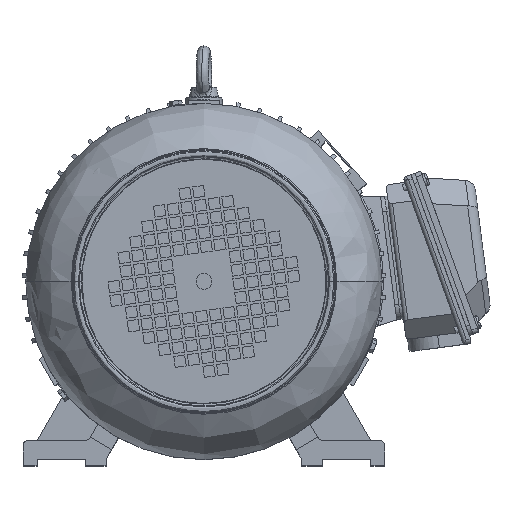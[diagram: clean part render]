
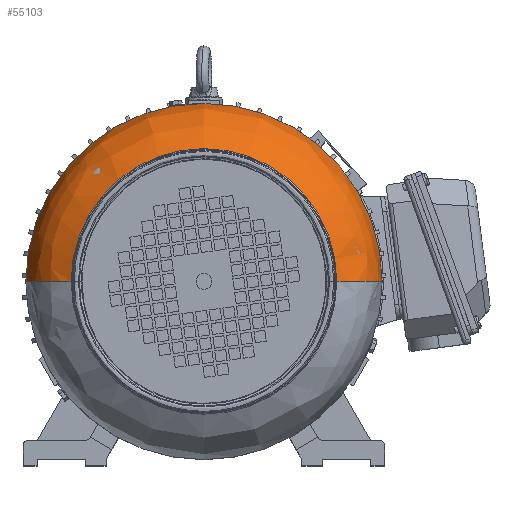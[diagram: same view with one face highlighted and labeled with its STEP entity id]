
A CAD part, top view. The second image highlights one B-rep face of the part: STEP entity #55103.
In plain terms, the highlighted free-form (B-spline) face has degree [3, 3] with [4, 4] control points.
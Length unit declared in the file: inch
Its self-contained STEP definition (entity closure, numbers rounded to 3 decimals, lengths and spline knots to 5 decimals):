
#338 = AXIS2_PLACEMENT_3D ( 'NONE', #31710, #789, #24019 ) ;
#789 = DIRECTION ( 'NONE',  ( 0., -1., 0. ) ) ;
#3155 = CARTESIAN_POINT ( 'NONE',  ( -8.39316, 10.66825, 7.69882 ) ) ;
#3827 = CARTESIAN_POINT ( 'NONE',  ( 0.4854, 0.49503, 9.58118 ) ) ;
#6090 = CARTESIAN_POINT ( 'NONE',  ( -7.09848, 0.49503, 9.58118 ) ) ;
#7847 = EDGE_CURVE ( 'NONE', #51816, #58899, #56571, .T. ) ;
#8509 = CARTESIAN_POINT ( 'NONE',  ( -7.09848, 8.07891, 9.58118 ) ) ;
#11206 = ORIENTED_EDGE ( 'NONE', *, *, #7847, .T. ) ;
#12450 = CARTESIAN_POINT ( 'NONE',  ( 0.4854, 0.49503, 9.58118 ) ) ;
#12539 = ORIENTED_EDGE ( 'NONE', *, *, #18142, .F. ) ;
#17199 =( BOUNDED_SURFACE ( )  B_SPLINE_SURFACE ( 3, 3, ( 
 ( #62116, #3155, #61876, #19709 ),
 ( #45756, #30346, #67671, #46673 ),
 ( #25465, #25230, #62582, #30563 ),
 ( #40426, #8509, #19926, #3827 ) ),
 .UNSPECIFIED., .F., .F., .F. ) 
 B_SPLINE_SURFACE_WITH_KNOTS ( ( 4, 4 ),
 ( 4, 4 ),
 ( 0., 1. ),
 ( 0., 1. ),
 .UNSPECIFIED. ) 
 GEOMETRIC_REPRESENTATION_ITEM ( )  RATIONAL_B_SPLINE_SURFACE ( (
 ( 1., 0.333, 0.333, 1.),
 ( 0.883, 0.294, 0.294, 0.883),
 ( 0.883, 0.294, 0.294, 0.883),
 ( 1., 0.333, 0.333, 1.) ) ) 
 REPRESENTATION_ITEM ( '' )  SURFACE ( )  );
#18142 = EDGE_CURVE ( 'NONE', #20933, #54479, #43777, .T. ) ;
#18206 = CARTESIAN_POINT ( 'NONE',  ( -3.30654, 0.49503, 7.69882 ) ) ;
#19709 = CARTESIAN_POINT ( 'NONE',  ( 1.78007, 0.49503, 7.69882 ) ) ;
#19926 = CARTESIAN_POINT ( 'NONE',  ( 0.4854, 8.07891, 9.58118 ) ) ;
#19969 = EDGE_CURVE ( 'NONE', #20933, #51816, #63639, .T. ) ;
#20933 = VERTEX_POINT ( 'NONE', #41367 ) ;
#23264 = EDGE_LOOP ( 'NONE', ( #30775, #12539, #37751, #11206 ) ) ;
#24019 = DIRECTION ( 'NONE',  ( 1., 0., 0. ) ) ;
#24448 = CARTESIAN_POINT ( 'NONE',  ( -6.37741, 0.49503, 7.69882 ) ) ;
#25230 = CARTESIAN_POINT ( 'NONE',  ( -7.90421, 9.69035, 9.27253 ) ) ;
#25465 = CARTESIAN_POINT ( 'NONE',  ( -7.90421, 0.49503, 9.27253 ) ) ;
#28933 = DIRECTION ( 'NONE',  ( -1., 0., 0. ) ) ;
#29561 = DIRECTION ( 'NONE',  ( 0., 0., -1. ) ) ;
#29572 = DIRECTION ( 'NONE',  ( 0., 1., 0. ) ) ;
#30346 = CARTESIAN_POINT ( 'NONE',  ( -8.39316, 10.66825, 8.56163 ) ) ;
#30563 = CARTESIAN_POINT ( 'NONE',  ( 1.29112, 0.49503, 9.27253 ) ) ;
#30775 = ORIENTED_EDGE ( 'NONE', *, *, #52396, .F. ) ;
#31710 = CARTESIAN_POINT ( 'NONE',  ( -0.23568, 0.49503, 7.69882 ) ) ;
#32628 = CIRCLE ( 'NONE', #338, 2.01575 ) ;
#34235 = DIRECTION ( 'NONE',  ( -1., 0., 0. ) ) ;
#37751 = ORIENTED_EDGE ( 'NONE', *, *, #19969, .T. ) ;
#40426 = CARTESIAN_POINT ( 'NONE',  ( -7.09848, 0.49503, 9.58118 ) ) ;
#41165 = AXIS2_PLACEMENT_3D ( 'NONE', #61592, #66487, #28933 ) ;
#41367 = CARTESIAN_POINT ( 'NONE',  ( -8.39316, 0.49503, 7.69882 ) ) ;
#43777 = CIRCLE ( 'NONE', #49223, 5.08661 ) ;
#45756 = CARTESIAN_POINT ( 'NONE',  ( -8.39316, 0.49503, 8.56163 ) ) ;
#46673 = CARTESIAN_POINT ( 'NONE',  ( 1.78007, 0.49503, 8.56163 ) ) ;
#49223 = AXIS2_PLACEMENT_3D ( 'NONE', #18206, #29561, #34235 ) ;
#51816 = VERTEX_POINT ( 'NONE', #6090 ) ;
#52396 = EDGE_CURVE ( 'NONE', #54479, #58899, #32628, .T. ) ;
#54479 = VERTEX_POINT ( 'NONE', #61508 ) ;
#55103 = ADVANCED_FACE ( 'NONE', ( #62623 ), #17199, .T. ) ;
#55601 = AXIS2_PLACEMENT_3D ( 'NONE', #24448, #29572, #61777 ) ;
#56571 = CIRCLE ( 'NONE', #41165, 3.79194 ) ;
#58899 = VERTEX_POINT ( 'NONE', #12450 ) ;
#61508 = CARTESIAN_POINT ( 'NONE',  ( 1.78007, 0.49503, 7.69882 ) ) ;
#61592 = CARTESIAN_POINT ( 'NONE',  ( -3.30654, 0.49503, 9.58118 ) ) ;
#61777 = DIRECTION ( 'NONE',  ( -1., 0., 0. ) ) ;
#61876 = CARTESIAN_POINT ( 'NONE',  ( 1.78007, 10.66825, 7.69882 ) ) ;
#62116 = CARTESIAN_POINT ( 'NONE',  ( -8.39316, 0.49503, 7.69882 ) ) ;
#62582 = CARTESIAN_POINT ( 'NONE',  ( 1.29112, 9.69035, 9.27253 ) ) ;
#62623 = FACE_OUTER_BOUND ( 'NONE', #23264, .T. ) ;
#63639 = CIRCLE ( 'NONE', #55601, 2.01575 ) ;
#66487 = DIRECTION ( 'NONE',  ( 0., 0., -1. ) ) ;
#67671 = CARTESIAN_POINT ( 'NONE',  ( 1.78007, 10.66825, 8.56163 ) ) ;
